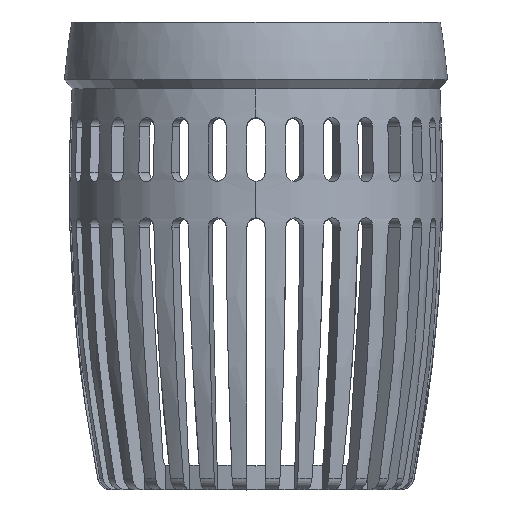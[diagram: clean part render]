
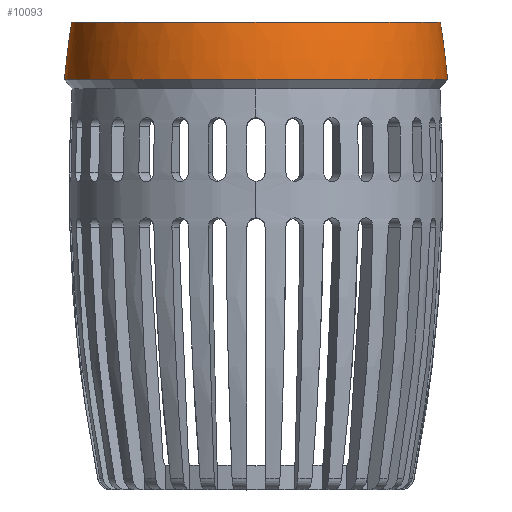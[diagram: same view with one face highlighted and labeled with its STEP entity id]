
A CAD part, top view. The second image highlights one B-rep face of the part: STEP entity #10093.
In plain terms, the highlighted toroidal (fillet/blend) face has major radius 83.512 mm and minor radius 105 mm.
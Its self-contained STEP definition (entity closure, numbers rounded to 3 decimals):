
#794 = VERTEX_POINT ( 'NONE', #9818 ) ;
#1237 = EDGE_CURVE ( 'NONE', #11467, #13687, #1412, .T. ) ;
#1412 = CIRCLE ( 'NONE', #16870, 105. ) ;
#1545 = DIRECTION ( 'NONE',  ( 0., 0., -1. ) ) ;
#2751 = VERTEX_POINT ( 'NONE', #3323 ) ;
#3157 = CIRCLE ( 'NONE', #4777, 105. ) ;
#3301 = ORIENTED_EDGE ( 'NONE', *, *, #10281, .F. ) ;
#3323 = CARTESIAN_POINT ( 'NONE',  ( 20.237, -136., 0. ) ) ;
#3559 = AXIS2_PLACEMENT_3D ( 'NONE', #17192, #15826, #3569 ) ;
#3569 = DIRECTION ( 'NONE',  ( -1., 0., 0. ) ) ;
#3795 = AXIS2_PLACEMENT_3D ( 'NONE', #11732, #13069, #7595 ) ;
#3946 = EDGE_CURVE ( 'NONE', #794, #2751, #3157, .T. ) ;
#4494 = AXIS2_PLACEMENT_3D ( 'NONE', #16124, #7914, #9295 ) ;
#4777 = AXIS2_PLACEMENT_3D ( 'NONE', #6557, #6679, #16190 ) ;
#6557 = CARTESIAN_POINT ( 'NONE',  ( -83.512, -152.157, 0. ) ) ;
#6679 = DIRECTION ( 'NONE',  ( 0., 0., 1. ) ) ;
#7595 = DIRECTION ( 'NONE',  ( 1., 0., 0. ) ) ;
#7791 = CARTESIAN_POINT ( 'NONE',  ( -21.025, -142.309, 0. ) ) ;
#7914 = DIRECTION ( 'NONE',  ( 0., 1., 0. ) ) ;
#9295 = DIRECTION ( 'NONE',  ( -1., 0., 0. ) ) ;
#9523 = EDGE_LOOP ( 'NONE', ( #16295, #10020, #3301, #11077 ) ) ;
#9718 = CARTESIAN_POINT ( 'NONE',  ( 83.512, -152.157, 0. ) ) ;
#9818 = CARTESIAN_POINT ( 'NONE',  ( 21.025, -142.309, 0. ) ) ;
#10020 = ORIENTED_EDGE ( 'NONE', *, *, #3946, .T. ) ;
#10093 = ADVANCED_FACE ( 'NONE', ( #13563 ), #11588, .T. ) ;
#10281 = EDGE_CURVE ( 'NONE', #13687, #2751, #13314, .T. ) ;
#10675 = EDGE_CURVE ( 'NONE', #11467, #794, #13083, .T. ) ;
#11077 = ORIENTED_EDGE ( 'NONE', *, *, #1237, .F. ) ;
#11099 = DIRECTION ( 'NONE',  ( -1., 0., 0. ) ) ;
#11467 = VERTEX_POINT ( 'NONE', #7791 ) ;
#11588 = TOROIDAL_SURFACE ( 'NONE', #3559, -83.512, 105. ) ;
#11732 = CARTESIAN_POINT ( 'NONE',  ( 0., -142.309, 0. ) ) ;
#13069 = DIRECTION ( 'NONE',  ( 0., 1., 0. ) ) ;
#13083 = CIRCLE ( 'NONE', #3795, 21.025 ) ;
#13314 = CIRCLE ( 'NONE', #4494, 20.237 ) ;
#13563 = FACE_OUTER_BOUND ( 'NONE', #9523, .T. ) ;
#13649 = CARTESIAN_POINT ( 'NONE',  ( -20.237, -136., 0. ) ) ;
#13687 = VERTEX_POINT ( 'NONE', #13649 ) ;
#15826 = DIRECTION ( 'NONE',  ( 0., 1., 0. ) ) ;
#16124 = CARTESIAN_POINT ( 'NONE',  ( 0., -136., 0. ) ) ;
#16190 = DIRECTION ( 'NONE',  ( 1., 0., 0. ) ) ;
#16295 = ORIENTED_EDGE ( 'NONE', *, *, #10675, .T. ) ;
#16870 = AXIS2_PLACEMENT_3D ( 'NONE', #9718, #1545, #11099 ) ;
#17192 = CARTESIAN_POINT ( 'NONE',  ( 0., -152.157, 0. ) ) ;
